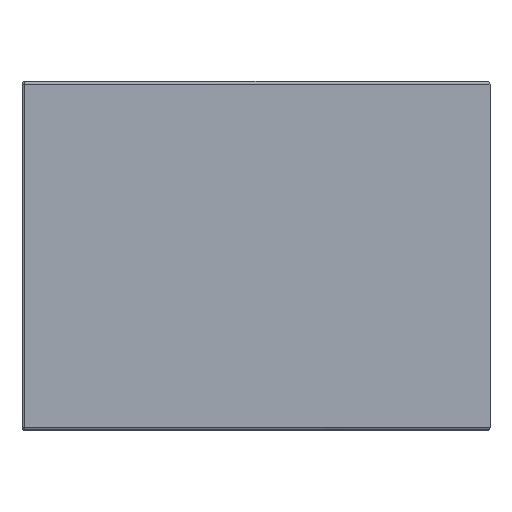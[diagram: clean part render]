
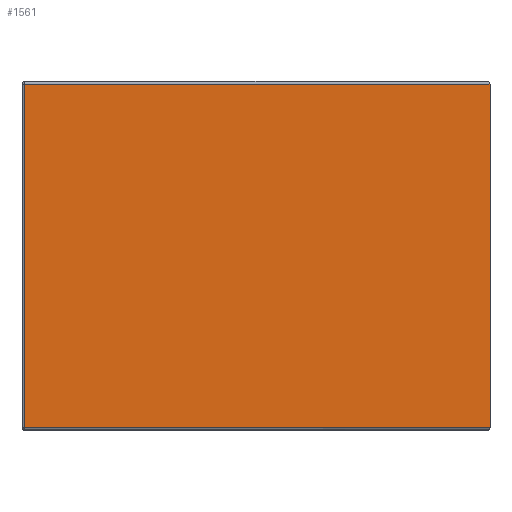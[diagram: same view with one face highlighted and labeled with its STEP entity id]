
A CAD part, top view. The second image highlights one B-rep face of the part: STEP entity #1561.
In plain terms, the highlighted planar face has unit normal (0, 0, 1).
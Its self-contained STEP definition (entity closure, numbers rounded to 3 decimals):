
#1517 = EDGE_CURVE('',#1518,#1520,#1522,.T.);
#1518 = VERTEX_POINT('',#1519);
#1519 = CARTESIAN_POINT('',(15.,4.6,11.03));
#1520 = VERTEX_POINT('',#1521);
#1521 = CARTESIAN_POINT('',(15.,-7.2,11.03));
#1522 = LINE('',#1523,#1524);
#1523 = CARTESIAN_POINT('',(15.,4.7,11.03));
#1524 = VECTOR('',#1525,1.);
#1525 = DIRECTION('',(0.,-1.,0.));
#1561 = ADVANCED_FACE('',(#1562),#1587,.T.);
#1562 = FACE_BOUND('',#1563,.T.);
#1563 = EDGE_LOOP('',(#1564,#1565,#1573,#1581));
#1564 = ORIENTED_EDGE('',*,*,#1517,.F.);
#1565 = ORIENTED_EDGE('',*,*,#1566,.T.);
#1566 = EDGE_CURVE('',#1518,#1567,#1569,.T.);
#1567 = VERTEX_POINT('',#1568);
#1568 = CARTESIAN_POINT('',(-1.,4.6,11.03));
#1569 = LINE('',#1570,#1571);
#1570 = CARTESIAN_POINT('',(15.,4.6,11.03));
#1571 = VECTOR('',#1572,1.);
#1572 = DIRECTION('',(-1.,0.,0.));
#1573 = ORIENTED_EDGE('',*,*,#1574,.T.);
#1574 = EDGE_CURVE('',#1567,#1575,#1577,.T.);
#1575 = VERTEX_POINT('',#1576);
#1576 = CARTESIAN_POINT('',(-1.,-7.2,11.03));
#1577 = LINE('',#1578,#1579);
#1578 = CARTESIAN_POINT('',(-1.,4.7,11.03));
#1579 = VECTOR('',#1580,1.);
#1580 = DIRECTION('',(0.,-1.,0.));
#1581 = ORIENTED_EDGE('',*,*,#1582,.F.);
#1582 = EDGE_CURVE('',#1520,#1575,#1583,.T.);
#1583 = LINE('',#1584,#1585);
#1584 = CARTESIAN_POINT('',(15.,-7.2,11.03));
#1585 = VECTOR('',#1586,1.);
#1586 = DIRECTION('',(-1.,0.,0.));
#1587 = PLANE('',#1588);
#1588 = AXIS2_PLACEMENT_3D('',#1589,#1590,#1591);
#1589 = CARTESIAN_POINT('',(15.,4.7,11.03));
#1590 = DIRECTION('',(0.,0.,1.));
#1591 = DIRECTION('',(-1.,0.,0.));
